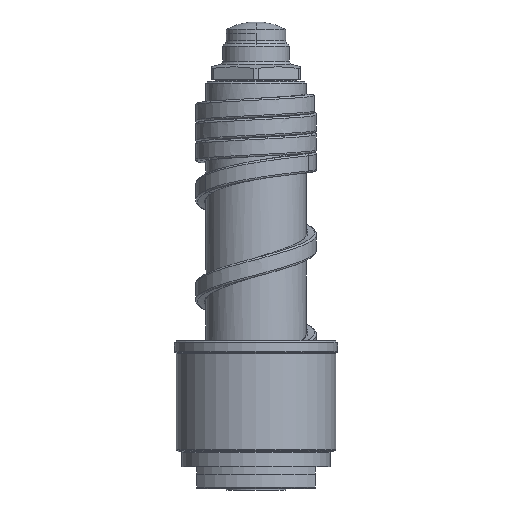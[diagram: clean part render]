
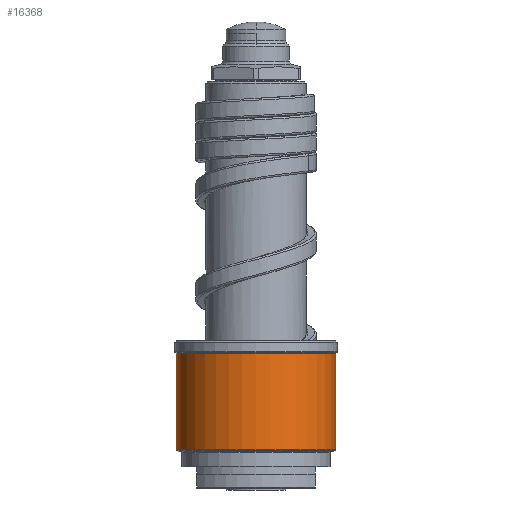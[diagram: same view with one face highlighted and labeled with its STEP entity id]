
A CAD part, front view. The second image highlights one B-rep face of the part: STEP entity #16368.
In plain terms, the highlighted cylindrical face has radius 21.5 mm (diameter 43 mm), a partial arc.
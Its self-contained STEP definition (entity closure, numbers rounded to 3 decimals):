
#6176=CARTESIAN_POINT('',(0.,0.,10.583));
#6177=DIRECTION('',(0.,0.,1.));
#6178=DIRECTION('',(-1.,0.,0.));
#6179=AXIS2_PLACEMENT_3D('',#6176,#6177,#6178);
#6181=DIRECTION('',(0.,0.,-1.));
#6182=VECTOR('',#6181,25.834);
#6183=CARTESIAN_POINT('',(-21.5,0.,36.417));
#6184=LINE('',#6183,#6182);
#6185=CARTESIAN_POINT('',(0.,0.,36.417));
#6186=DIRECTION('',(0.,0.,1.));
#6187=DIRECTION('',(-1.,0.,0.));
#6188=AXIS2_PLACEMENT_3D('',#6185,#6186,#6187);
#6190=DIRECTION('',(0.,0.,-1.));
#6191=VECTOR('',#6190,25.834);
#6192=CARTESIAN_POINT('',(21.5,0.,36.417));
#6193=LINE('',#6192,#6191);
#6534=CARTESIAN_POINT('',(21.5,0.,36.417));
#6535=CARTESIAN_POINT('',(-21.5,0.,36.417));
#6536=VERTEX_POINT('',#6534);
#6537=VERTEX_POINT('',#6535);
#6560=CARTESIAN_POINT('',(21.5,0.,10.583));
#6561=VERTEX_POINT('',#6560);
#6562=CARTESIAN_POINT('',(-21.5,0.,10.583));
#6563=VERTEX_POINT('',#6562);
#16356=CARTESIAN_POINT('',(0.,0.,8.5));
#16357=DIRECTION('',(0.,0.,1.));
#16358=DIRECTION('',(-1.,0.,0.));
#16359=AXIS2_PLACEMENT_3D('',#16356,#16357,#16358);
#16360=CYLINDRICAL_SURFACE('',#16359,21.5);
#16361=ORIENTED_EDGE('',*,*,#13913,.F.);
#16362=ORIENTED_EDGE('',*,*,#13894,.F.);
#16364=ORIENTED_EDGE('',*,*,#16363,.T.);
#16365=ORIENTED_EDGE('',*,*,#13890,.T.);
#16366=EDGE_LOOP('',(#16361,#16362,#16364,#16365));
#16367=FACE_OUTER_BOUND('',#16366,.F.);
#6180=CIRCLE('',#6179,21.5);
#6189=CIRCLE('',#6188,21.5);
#13890=EDGE_CURVE('',#6536,#6561,#6193,.T.);
#13894=EDGE_CURVE('',#6537,#6563,#6184,.T.);
#13913=EDGE_CURVE('',#6563,#6561,#6180,.T.);
#16363=EDGE_CURVE('',#6537,#6536,#6189,.T.);
#16368=ADVANCED_FACE('',(#16367),#16360,.T.);
